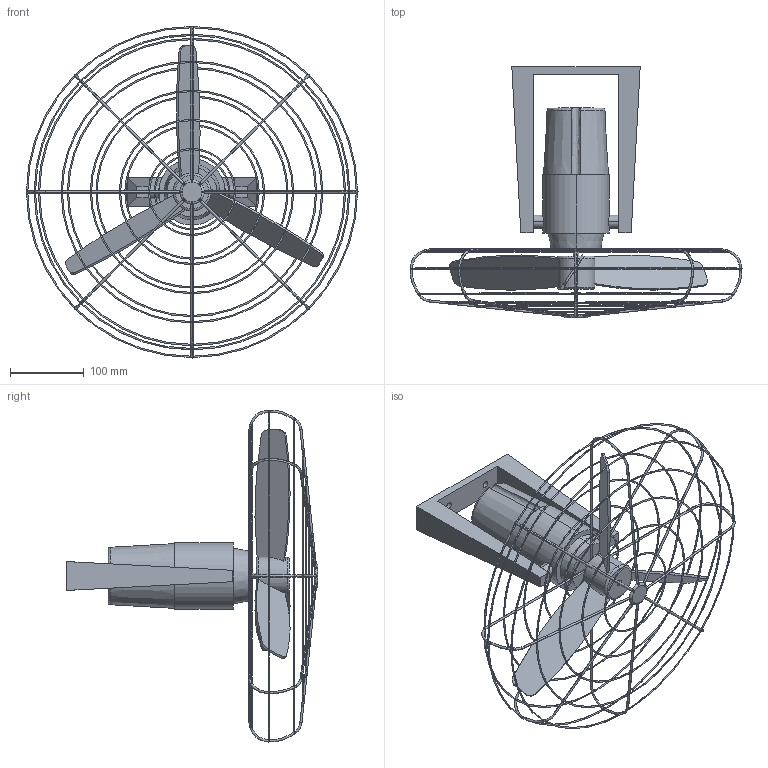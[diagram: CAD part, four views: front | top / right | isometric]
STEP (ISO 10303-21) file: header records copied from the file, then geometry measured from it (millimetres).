
FILE_DESCRIPTION (( 'STEP AP214' ), '1' );
FILE_NAME ('ECO 40-0088-0014.STEP', '2017-03-06T19:16:00', ( 'CADnetwork' ), ( '' ), 'SwSTEP 2.0', 'SolidWorks 2012', '' );
FILE_SCHEMA (( 'AUTOMOTIVE_DESIGN' ));
Length unit declared in the file: millimetre
Products named in the file (1): ECO 40-0088-0014
Bounding box: 450 x 341 x 450 mm (x, y, z)
Volume: 1640568.7 mm3; surface area: 279363.9 mm2
Topology: 1 solids, 1 shells, 366 faces, 1236 edges, 758 vertices
Faces by surface type: torus 240, cylinder 76, plane 35, bspline 11, cone 4
Entity records: 20963 total; most frequent: CARTESIAN_POINT 10730, ORIENTED_EDGE 2472, DIRECTION 1859, EDGE_CURVE 1236, AXIS2_PLACEMENT_3D 826, VERTEX_POINT 758, B_SPLINE_CURVE_WITH_KNOTS 539, CIRCLE 470
